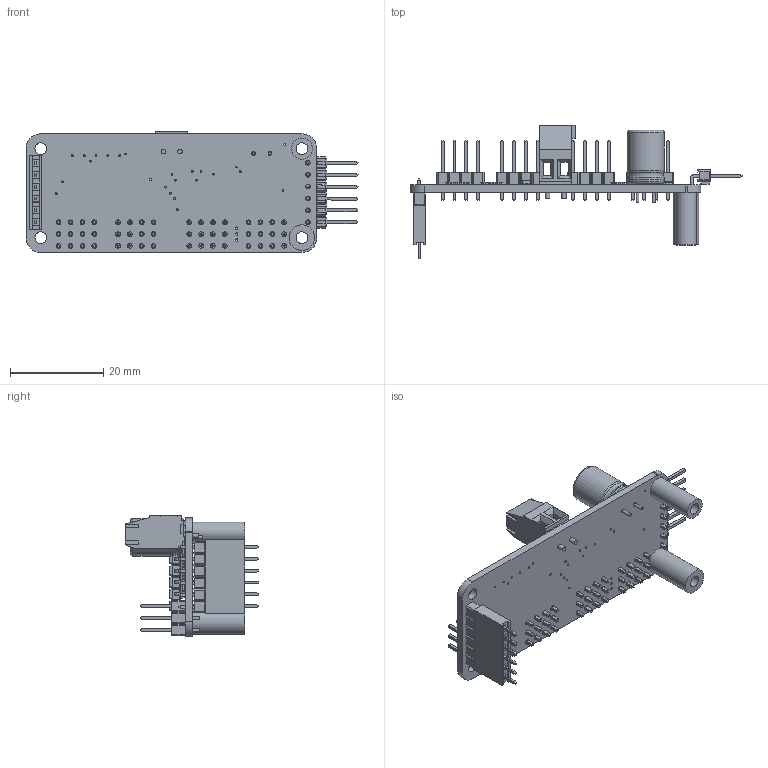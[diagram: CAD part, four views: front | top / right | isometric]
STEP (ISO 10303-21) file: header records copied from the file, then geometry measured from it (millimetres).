
FILE_DESCRIPTION(/* description */ (''),/* implementation_level */ '2;1');
FILE_NAME(/* name */ 'PCA9685 v4.step',/* time_stamp */ '2022-11-30T13:53:21-05:00',/* author */ (''),/* organization */ (''),/* preprocessor_version */ 'ST-DEVELOPER v19.2',/* originating_system */ 'Autodesk Translation Framework v11.17.0.187',/* authorisation */ '');
FILE_SCHEMA (('AUTOMOTIVE_DESIGN { 1 0 10303 214 3 1 1 }'));
Length unit declared in the file: millimetre
Products named in the file (32): PCA9685; Adafruit PCA9685 rev C v2; Board; 4 pin header v2; Pins; Case (1); tssop_28 v1; terminal_weidmuller_2way_1667750000 v3; CAP_8X11.5_P3 v1; CAT16-J4 v2; LTST-C150KGKT v4; LTST-C150KGKT_Base; LTST-C150KGKT_AnodeMark; LTST-C150KGKT_AnodeTerminal; LTST-C150KGKT_CathodeTerminal; LTST-C150KGKT_CathodeMark; LTST-C150KGKT_LedDice; LTST-C150KGKT_Lens; LTST-C150KGKT_GreenMark; Resistor_1206 v1; Pin1Body; Pin2Body; CeramicBody; CoatingBody; 0805 Capacitor v7 v1; Case; Contacts; 6-Pin Header - Male - 2.54mm; 6-Pin Header - Male - 2.54mm_1; 1x6 Pin Header Female; Pin Header 1x6 TH Angle Pitch 2.54mm; Component27
Assembly tree (49 placements, depth 3):
  PCA9685
    Adafruit PCA9685 rev C v2
      Board
    4 pin header v2  x12
      Pins
      Case (1)
    tssop_28 v1
    terminal_weidmuller_2way_1667750000 v3
    CAP_8X11.5_P3 v1
    CAT16-J4 v2  x6
    LTST-C150KGKT v4
      LTST-C150KGKT_Base
      LTST-C150KGKT_AnodeMark
      LTST-C150KGKT_AnodeTerminal
      LTST-C150KGKT_CathodeTerminal
      LTST-C150KGKT_CathodeMark
      LTST-C150KGKT_LedDice
      LTST-C150KGKT_Lens
      LTST-C150KGKT_GreenMark  x2
    Resistor_1206 v1  x2
      Pin1Body
      Pin2Body
      CeramicBody
      CoatingBody
    0805 Capacitor v7 v1
      Case
      Contacts
    6-Pin Header - Male - 2.54mm
      6-Pin Header - Male - 2.54mm_1
    1x6 Pin Header Female
    Pin Header 1x6 TH Angle Pitch 2.54mm
    Component27
Bounding box: 71.05 x 28.64 x 25.89 mm (x, y, z)
Volume: 5378.3 mm3; surface area: 10665.2 mm2
Topology: 105 solids, 119 shells, 3817 faces, 9772 edges, 6246 vertices
Faces by surface type: plane 3077, cylinder 481, bspline 186, sphere 64, torus 9
Full cylindrical faces by diameter (mm): 0.394 x24, 0.5 x3, 0.6 x2, 0.813 x2, 1 x54, 1.016 x12, 1.192 x1, 2.5 x6, 2.8 x2, 2.9 x2, 4.529 x1, 5.467 x1, 6.2 x1, 6.7 x1, 7 x1, 8 x2
Entity records: 53903 total; most frequent: CARTESIAN_POINT 9850, ORIENTED_EDGE 8718, DIRECTION 8534, EDGE_CURVE 4391, LINE 3576, VECTOR 3576, VERTEX_POINT 2816, AXIS2_PLACEMENT_3D 2479
